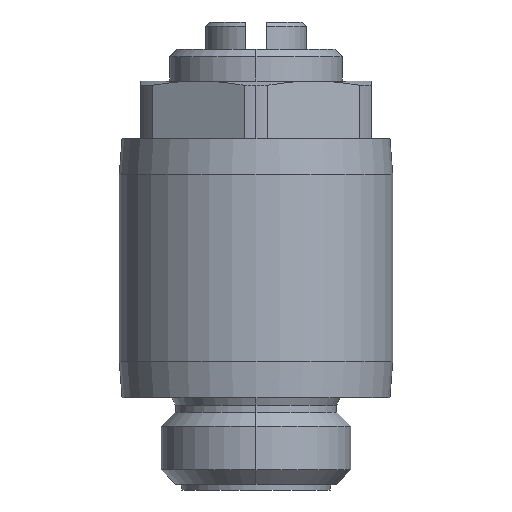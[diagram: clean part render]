
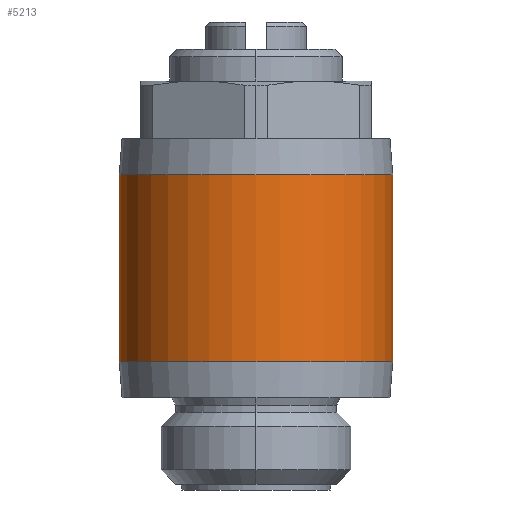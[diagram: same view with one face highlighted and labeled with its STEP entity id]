
A CAD part, left-side view. The second image highlights one B-rep face of the part: STEP entity #5213.
In plain terms, the highlighted cylindrical face has radius 9.5 mm (diameter 19 mm), a partial arc.
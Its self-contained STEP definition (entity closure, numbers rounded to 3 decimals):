
#573 = DIRECTION ( 'NONE',  ( 0., -1., 0. ) ) ;
#602 = ORIENTED_EDGE ( 'NONE', *, *, #1674, .T. ) ;
#790 = EDGE_CURVE ( 'NONE', #1680, #8327, #3389, .T. ) ;
#1674 = EDGE_CURVE ( 'NONE', #3244, #1680, #8138, .T. ) ;
#1680 = VERTEX_POINT ( 'NONE', #9646 ) ;
#1955 = DIRECTION ( 'NONE',  ( 0., 0., 1. ) ) ;
#1980 = CIRCLE ( 'NONE', #4375, 9.5 ) ;
#2453 = VECTOR ( 'NONE', #1955, 1000. ) ;
#2574 = DIRECTION ( 'NONE',  ( 0., -1., 0. ) ) ;
#2816 = CARTESIAN_POINT ( 'NONE',  ( 2., -9.5, 0. ) ) ;
#3101 = CYLINDRICAL_SURFACE ( 'NONE', #6130, 9.5 ) ;
#3244 = VERTEX_POINT ( 'NONE', #4029 ) ;
#3255 = ORIENTED_EDGE ( 'NONE', *, *, #7302, .T. ) ;
#3295 = CARTESIAN_POINT ( 'NONE',  ( 2., -9.5, 6.5 ) ) ;
#3389 = CIRCLE ( 'NONE', #7631, 9.5 ) ;
#3718 = EDGE_LOOP ( 'NONE', ( #3255, #602, #10618, #4035 ) ) ;
#4029 = CARTESIAN_POINT ( 'NONE',  ( 2., 9.5, -6.5 ) ) ;
#4035 = ORIENTED_EDGE ( 'NONE', *, *, #4902, .F. ) ;
#4374 = VERTEX_POINT ( 'NONE', #5223 ) ;
#4375 = AXIS2_PLACEMENT_3D ( 'NONE', #6261, #7914, #10457 ) ;
#4808 = CARTESIAN_POINT ( 'NONE',  ( 2., 0., 6.5 ) ) ;
#4902 = EDGE_CURVE ( 'NONE', #4374, #8327, #10703, .T. ) ;
#5213 = ADVANCED_FACE ( 'NONE', ( #10542 ), #3101, .T. ) ;
#5223 = CARTESIAN_POINT ( 'NONE',  ( 2., -9.5, -6.5 ) ) ;
#6130 = AXIS2_PLACEMENT_3D ( 'NONE', #9203, #6734, #2574 ) ;
#6261 = CARTESIAN_POINT ( 'NONE',  ( 2., 0., -6.5 ) ) ;
#6316 = DIRECTION ( 'NONE',  ( 0., 0., 1. ) ) ;
#6734 = DIRECTION ( 'NONE',  ( 0., 0., 1. ) ) ;
#7120 = CARTESIAN_POINT ( 'NONE',  ( 2., 9.5, 0. ) ) ;
#7302 = EDGE_CURVE ( 'NONE', #4374, #3244, #1980, .T. ) ;
#7631 = AXIS2_PLACEMENT_3D ( 'NONE', #4808, #10605, #573 ) ;
#7914 = DIRECTION ( 'NONE',  ( 0., 0., 1. ) ) ;
#8138 = LINE ( 'NONE', #7120, #10360 ) ;
#8327 = VERTEX_POINT ( 'NONE', #3295 ) ;
#9203 = CARTESIAN_POINT ( 'NONE',  ( 2., 0., 0. ) ) ;
#9646 = CARTESIAN_POINT ( 'NONE',  ( 2., 9.5, 6.5 ) ) ;
#10360 = VECTOR ( 'NONE', #6316, 1000. ) ;
#10457 = DIRECTION ( 'NONE',  ( 0., -1., 0. ) ) ;
#10542 = FACE_OUTER_BOUND ( 'NONE', #3718, .T. ) ;
#10605 = DIRECTION ( 'NONE',  ( 0., 0., -1. ) ) ;
#10618 = ORIENTED_EDGE ( 'NONE', *, *, #790, .T. ) ;
#10703 = LINE ( 'NONE', #2816, #2453 ) ;
